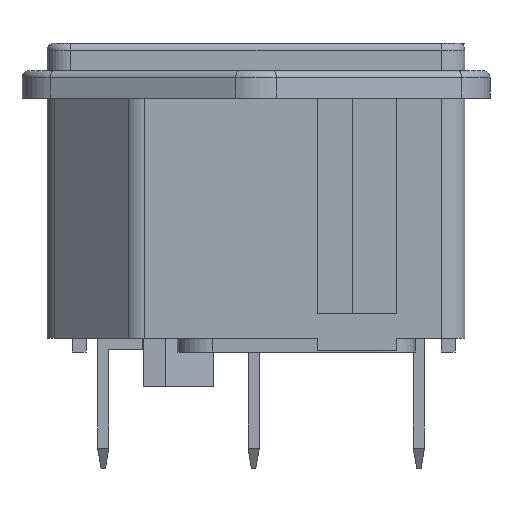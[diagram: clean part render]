
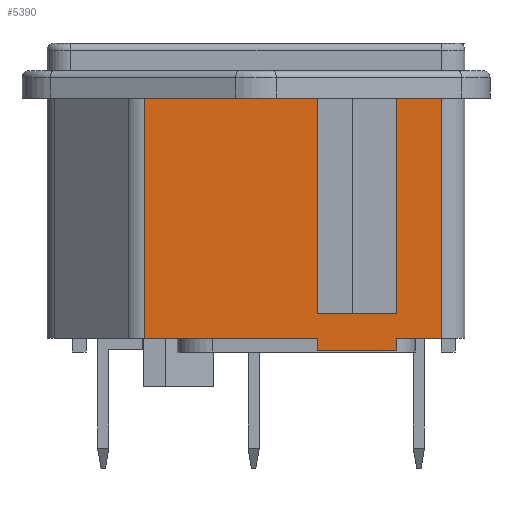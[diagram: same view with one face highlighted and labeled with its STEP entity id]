
A CAD part, left-side view. The second image highlights one B-rep face of the part: STEP entity #5390.
In plain terms, the highlighted planar face has unit normal (-1, 0, 0).
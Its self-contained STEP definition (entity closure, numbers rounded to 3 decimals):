
#218 = VERTEX_POINT ( 'NONE', #5813 ) ;
#220 = EDGE_CURVE ( 'NONE', #221, #218, #5874, .T. ) ;
#221 = VERTEX_POINT ( 'NONE', #5870 ) ;
#1004 = DIRECTION ( 'NONE',  ( 0., 1., 0. ) ) ;
#1005 = VECTOR ( 'NONE', #1004, 1000. ) ;
#1006 = CARTESIAN_POINT ( 'NONE',  ( -13.97, -15.221, -2. ) ) ;
#1007 = LINE ( 'NONE', #1006, #1005 ) ;
#1008 = CARTESIAN_POINT ( 'NONE',  ( -13.97, 8.095, -2. ) ) ;
#1104 = CARTESIAN_POINT ( 'NONE',  ( -13.97, -13.501, -2. ) ) ;
#1105 = DIRECTION ( 'NONE',  ( 0., 1., 0. ) ) ;
#1106 = VECTOR ( 'NONE', #1105, 1000. ) ;
#1107 = CARTESIAN_POINT ( 'NONE',  ( -13.97, -15.221, -2. ) ) ;
#1108 = LINE ( 'NONE', #1107, #1106 ) ;
#1109 = CARTESIAN_POINT ( 'NONE',  ( -13.97, -10.221, -2. ) ) ;
#1150 = CARTESIAN_POINT ( 'NONE',  ( -13.97, -4.455, -2. ) ) ;
#2015 = LINE ( 'NONE', #2079, #2078 ) ;
#2016 = DIRECTION ( 'NONE',  ( 0., 0., -1. ) ) ;
#2017 = VECTOR ( 'NONE', #2016, 1000. ) ;
#2018 = CARTESIAN_POINT ( 'NONE',  ( -13.97, 8.095, -19.5 ) ) ;
#2019 = LINE ( 'NONE', #2018, #2017 ) ;
#2020 = DIRECTION ( 'NONE',  ( 0., 0., 1. ) ) ;
#2021 = VECTOR ( 'NONE', #2020, 1000. ) ;
#2022 = CARTESIAN_POINT ( 'NONE',  ( -13.97, -4.455, -19.5 ) ) ;
#2023 = LINE ( 'NONE', #2022, #2021 ) ;
#2024 = DIRECTION ( 'NONE',  ( 0., 0., -1. ) ) ;
#2025 = VECTOR ( 'NONE', #2024, 1000. ) ;
#2026 = CARTESIAN_POINT ( 'NONE',  ( -13.97, -10.221, -19.5 ) ) ;
#2027 = LINE ( 'NONE', #2026, #2025 ) ;
#2053 = DIRECTION ( 'NONE',  ( 0., 1., 0. ) ) ;
#2054 = DIRECTION ( 'NONE',  ( 1., 0., 0. ) ) ;
#2055 = CARTESIAN_POINT ( 'NONE',  ( -13.97, -15.221, -19.5 ) ) ;
#2056 = AXIS2_PLACEMENT_3D ( 'NONE', #2055, #2054, #2053 ) ;
#2057 = PLANE ( 'NONE',  #2056 ) ;
#2058 = FACE_OUTER_BOUND ( 'NONE', #5391, .T. ) ;
#2077 = DIRECTION ( 'NONE',  ( 0., 0., 1. ) ) ;
#2078 = VECTOR ( 'NONE', #2077, 1000. ) ;
#2079 = CARTESIAN_POINT ( 'NONE',  ( -13.97, -4.455, -20.389 ) ) ;
#2110 = DIRECTION ( 'NONE',  ( 0., 0., 1. ) ) ;
#2111 = VECTOR ( 'NONE', #2110, 1000. ) ;
#2112 = CARTESIAN_POINT ( 'NONE',  ( -13.97, -10.221, -20.389 ) ) ;
#2113 = LINE ( 'NONE', #2112, #2111 ) ;
#2114 = CARTESIAN_POINT ( 'NONE',  ( -13.97, -10.221, -20.389 ) ) ;
#2115 = DIRECTION ( 'NONE',  ( 0., 1., 0. ) ) ;
#2116 = VECTOR ( 'NONE', #2115, 1000. ) ;
#2117 = CARTESIAN_POINT ( 'NONE',  ( -13.97, -4.455, -20.389 ) ) ;
#2118 = LINE ( 'NONE', #2117, #2116 ) ;
#2119 = CARTESIAN_POINT ( 'NONE',  ( -13.97, -4.455, -20.389 ) ) ;
#2171 = DIRECTION ( 'NONE',  ( 0., 0., 1. ) ) ;
#2172 = VECTOR ( 'NONE', #2171, 1000. ) ;
#2173 = CARTESIAN_POINT ( 'NONE',  ( -13.97, -13.501, -19.5 ) ) ;
#2174 = LINE ( 'NONE', #2173, #2172 ) ;
#3877 = VERTEX_POINT ( 'NONE', #8390 ) ;
#4209 = VERTEX_POINT ( 'NONE', #8894 ) ;
#4214 = EDGE_CURVE ( 'NONE', #4209, #3877, #8952, .T. ) ;
#4402 = VERTEX_POINT ( 'NONE', #9242 ) ;
#4403 = EDGE_CURVE ( 'NONE', #4402, #4407, #9241, .T. ) ;
#4407 = VERTEX_POINT ( 'NONE', #9294 ) ;
#4758 = VERTEX_POINT ( 'NONE', #1008 ) ;
#4760 = EDGE_CURVE ( 'NONE', #4825, #4758, #1007, .T. ) ;
#4811 = VERTEX_POINT ( 'NONE', #1109 ) ;
#4813 = EDGE_CURVE ( 'NONE', #4814, #4811, #1108, .T. ) ;
#4814 = VERTEX_POINT ( 'NONE', #1104 ) ;
#4825 = VERTEX_POINT ( 'NONE', #1150 ) ;
#5368 = ORIENTED_EDGE ( 'NONE', *, *, #4813, .T. ) ;
#5369 = ORIENTED_EDGE ( 'NONE', *, *, #5370, .T. ) ;
#5370 = EDGE_CURVE ( 'NONE', #4811, #221, #2027, .T. ) ;
#5371 = ORIENTED_EDGE ( 'NONE', *, *, #220, .T. ) ;
#5372 = ORIENTED_EDGE ( 'NONE', *, *, #5373, .T. ) ;
#5373 = EDGE_CURVE ( 'NONE', #218, #4825, #2023, .T. ) ;
#5374 = ORIENTED_EDGE ( 'NONE', *, *, #4760, .T. ) ;
#5375 = ORIENTED_EDGE ( 'NONE', *, *, #5376, .T. ) ;
#5376 = EDGE_CURVE ( 'NONE', #4758, #3877, #2019, .T. ) ;
#5377 = ORIENTED_EDGE ( 'NONE', *, *, #4214, .F. ) ;
#5378 = ORIENTED_EDGE ( 'NONE', *, *, #5379, .F. ) ;
#5379 = EDGE_CURVE ( 'NONE', #5436, #4209, #2015, .T. ) ;
#5390 = ADVANCED_FACE ( 'NONE', ( #2058 ), #2057, .F. ) ;
#5391 = EDGE_LOOP ( 'NONE', ( #5368, #5369, #5371, #5372, #5374, #5375, #5377, #5378, #5437, #5440, #5442, #5443 ) ) ;
#5436 = VERTEX_POINT ( 'NONE', #2119 ) ;
#5437 = ORIENTED_EDGE ( 'NONE', *, *, #5438, .F. ) ;
#5438 = EDGE_CURVE ( 'NONE', #5439, #5436, #2118, .T. ) ;
#5439 = VERTEX_POINT ( 'NONE', #2114 ) ;
#5440 = ORIENTED_EDGE ( 'NONE', *, *, #5441, .T. ) ;
#5441 = EDGE_CURVE ( 'NONE', #5439, #4407, #2113, .T. ) ;
#5442 = ORIENTED_EDGE ( 'NONE', *, *, #4403, .F. ) ;
#5443 = ORIENTED_EDGE ( 'NONE', *, *, #5444, .T. ) ;
#5444 = EDGE_CURVE ( 'NONE', #4402, #4814, #2174, .T. ) ;
#5813 = CARTESIAN_POINT ( 'NONE',  ( -13.97, -4.455, -17.722 ) ) ;
#5870 = CARTESIAN_POINT ( 'NONE',  ( -13.97, -10.221, -17.722 ) ) ;
#5871 = DIRECTION ( 'NONE',  ( 0., 1., 0. ) ) ;
#5872 = VECTOR ( 'NONE', #5871, 1000. ) ;
#5873 = CARTESIAN_POINT ( 'NONE',  ( -13.97, -4.455, -17.722 ) ) ;
#5874 = LINE ( 'NONE', #5873, #5872 ) ;
#8390 = CARTESIAN_POINT ( 'NONE',  ( -13.97, 8.095, -19.5 ) ) ;
#8894 = CARTESIAN_POINT ( 'NONE',  ( -13.97, -4.455, -19.5 ) ) ;
#8949 = DIRECTION ( 'NONE',  ( 0., 1., 0. ) ) ;
#8950 = VECTOR ( 'NONE', #8949, 1000. ) ;
#8951 = CARTESIAN_POINT ( 'NONE',  ( -13.97, -15.221, -19.5 ) ) ;
#8952 = LINE ( 'NONE', #8951, #8950 ) ;
#9238 = DIRECTION ( 'NONE',  ( 0., 1., 0. ) ) ;
#9239 = VECTOR ( 'NONE', #9238, 1000. ) ;
#9240 = CARTESIAN_POINT ( 'NONE',  ( -13.97, -15.221, -19.5 ) ) ;
#9241 = LINE ( 'NONE', #9240, #9239 ) ;
#9242 = CARTESIAN_POINT ( 'NONE',  ( -13.97, -13.501, -19.5 ) ) ;
#9294 = CARTESIAN_POINT ( 'NONE',  ( -13.97, -10.221, -19.5 ) ) ;
